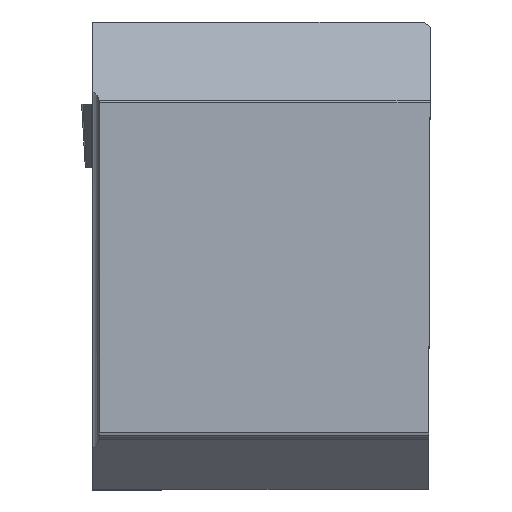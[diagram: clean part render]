
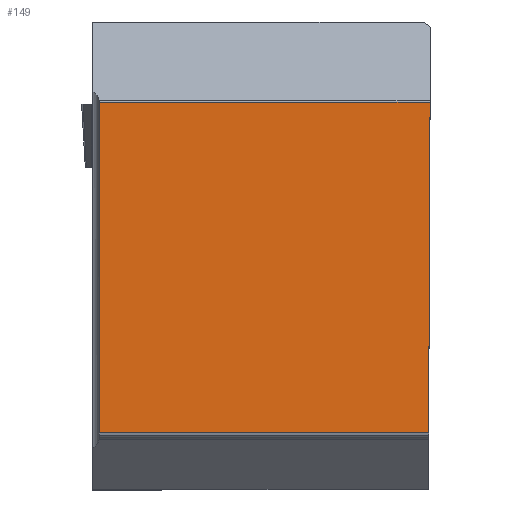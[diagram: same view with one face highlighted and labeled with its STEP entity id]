
A CAD part, top view. The second image highlights one B-rep face of the part: STEP entity #149.
In plain terms, the highlighted planar face has unit normal (0, 0, 1).
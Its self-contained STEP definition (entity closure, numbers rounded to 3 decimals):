
#149=ADVANCED_FACE('BLANK_BOXF006',(#236),#197,.T.);
#197=PLANE('',#1180);
#236=FACE_OUTER_BOUND('',#288,.T.);
#288=EDGE_LOOP('',(#448,#449,#450,#451));
#448=ORIENTED_EDGE('',*,*,#793,.F.);
#449=ORIENTED_EDGE('',*,*,#791,.T.);
#450=ORIENTED_EDGE('',*,*,#776,.T.);
#451=ORIENTED_EDGE('',*,*,#794,.F.);
#670=VERTEX_POINT('',#1630);
#671=VERTEX_POINT('',#1631);
#679=VERTEX_POINT('',#1660);
#680=VERTEX_POINT('',#1664);
#776=EDGE_CURVE('',#670,#671,#912,.T.);
#791=EDGE_CURVE('',#679,#670,#923,.T.);
#793=EDGE_CURVE('',#679,#680,#925,.T.);
#794=EDGE_CURVE('',#680,#671,#926,.T.);
#912=LINE('',#1629,#1020);
#923=LINE('',#1659,#1031);
#925=LINE('',#1663,#1033);
#926=LINE('',#1665,#1034);
#1020=VECTOR('',#1315,1.);
#1031=VECTOR('',#1346,1.);
#1033=VECTOR('',#1350,1.);
#1034=VECTOR('',#1351,1.);
#1180=AXIS2_PLACEMENT_3D('',#1666,#1352,#1353);
#1315=DIRECTION('',(1.,0.,0.));
#1346=DIRECTION('',(0.,-1.,0.));
#1350=DIRECTION('',(1.,0.,0.));
#1351=DIRECTION('',(-0.004,-1.,0.));
#1352=DIRECTION('',(0.,0.,1.));
#1353=DIRECTION('',(-1.,0.,0.));
#1629=CARTESIAN_POINT('',(-139.85,0.,0.));
#1630=CARTESIAN_POINT('',(-39.85,0.,0.));
#1631=CARTESIAN_POINT('',(-0.174,0.,0.));
#1659=CARTESIAN_POINT('',(-39.85,100.,0.));
#1660=CARTESIAN_POINT('',(-39.85,39.85,0.));
#1663=CARTESIAN_POINT('',(-139.85,39.85,0.));
#1664=CARTESIAN_POINT('',(0.,39.85,0.));
#1665=CARTESIAN_POINT('',(0.262,99.825,0.));
#1666=CARTESIAN_POINT('',(-39.85,100.,0.));
